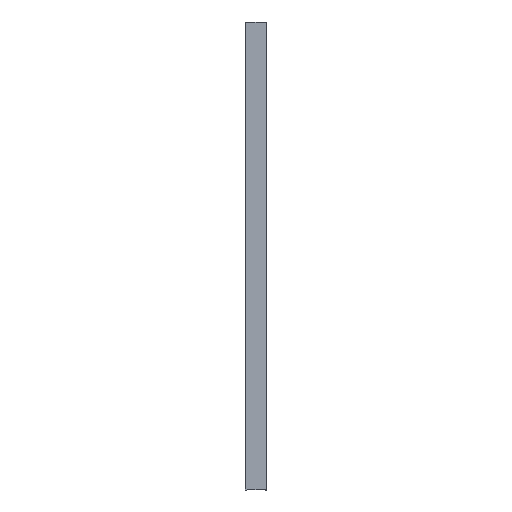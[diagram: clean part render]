
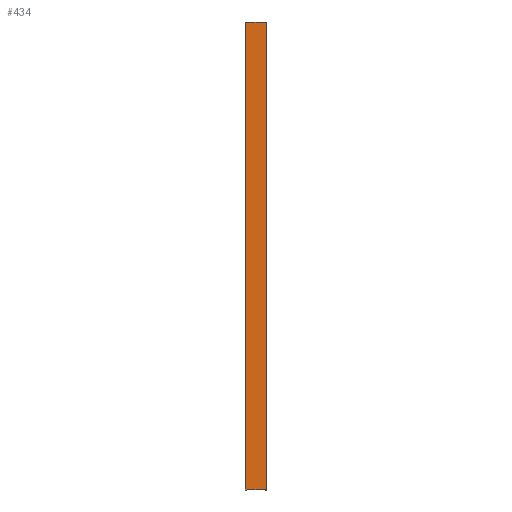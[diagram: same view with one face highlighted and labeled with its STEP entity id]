
A CAD part, front view. The second image highlights one B-rep face of the part: STEP entity #434.
In plain terms, the highlighted planar face has unit normal (0, -1, 0).
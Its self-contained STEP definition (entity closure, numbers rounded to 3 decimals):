
#7 = CARTESIAN_POINT ( 'NONE',  ( 0.6, -5.344, 1000. ) ) ;
#15 = DIRECTION ( 'NONE',  ( 1., 0., 0. ) ) ;
#23 = CARTESIAN_POINT ( 'NONE',  ( 0., -5.344, 1000. ) ) ;
#33 = CARTESIAN_POINT ( 'NONE',  ( 0., -5.344, 1000. ) ) ;
#87 = DIRECTION ( 'NONE',  ( 0., 0., -1. ) ) ;
#123 = LINE ( 'NONE', #300, #383 ) ;
#155 = LINE ( 'NONE', #514, #186 ) ;
#186 = VECTOR ( 'NONE', #15, 1000. ) ;
#215 = VECTOR ( 'NONE', #230, 1000. ) ;
#216 = ORIENTED_EDGE ( 'NONE', *, *, #267, .F. ) ;
#217 = CARTESIAN_POINT ( 'NONE',  ( 88.9, -5.344, -1000. ) ) ;
#220 = ORIENTED_EDGE ( 'NONE', *, *, #592, .T. ) ;
#224 = ORIENTED_EDGE ( 'NONE', *, *, #520, .F. ) ;
#227 = EDGE_CURVE ( 'NONE', #478, #575, #274, .T. ) ;
#228 = ORIENTED_EDGE ( 'NONE', *, *, #227, .F. ) ;
#230 = DIRECTION ( 'NONE',  ( 0., 0., 1. ) ) ;
#234 = LINE ( 'NONE', #534, #215 ) ;
#263 = VECTOR ( 'NONE', #487, 1000. ) ;
#267 = EDGE_CURVE ( 'NONE', #428, #478, #234, .T. ) ;
#274 = LINE ( 'NONE', #23, #263 ) ;
#292 = PLANE ( 'NONE',  #313 ) ;
#300 = CARTESIAN_POINT ( 'NONE',  ( 88.9, -5.344, 1000. ) ) ;
#311 = DIRECTION ( 'NONE',  ( 0., 1., 0. ) ) ;
#313 = AXIS2_PLACEMENT_3D ( 'NONE', #33, #311, #422 ) ;
#316 = FACE_OUTER_BOUND ( 'NONE', #457, .T. ) ;
#383 = VECTOR ( 'NONE', #87, 1000. ) ;
#387 = VERTEX_POINT ( 'NONE', #217 ) ;
#422 = DIRECTION ( 'NONE',  ( -1., 0., 0. ) ) ;
#428 = VERTEX_POINT ( 'NONE', #523 ) ;
#434 = ADVANCED_FACE ( 'NONE', ( #316 ), #292, .F. ) ;
#457 = EDGE_LOOP ( 'NONE', ( #216, #220, #224, #228 ) ) ;
#478 = VERTEX_POINT ( 'NONE', #7 ) ;
#487 = DIRECTION ( 'NONE',  ( 1., 0., 0. ) ) ;
#514 = CARTESIAN_POINT ( 'NONE',  ( 0., -5.344, -1000. ) ) ;
#520 = EDGE_CURVE ( 'NONE', #575, #387, #123, .T. ) ;
#523 = CARTESIAN_POINT ( 'NONE',  ( 0.6, -5.344, -1000. ) ) ;
#534 = CARTESIAN_POINT ( 'NONE',  ( 0.6, -5.344, 1000. ) ) ;
#537 = CARTESIAN_POINT ( 'NONE',  ( 88.9, -5.344, 1000. ) ) ;
#575 = VERTEX_POINT ( 'NONE', #537 ) ;
#592 = EDGE_CURVE ( 'NONE', #428, #387, #155, .T. ) ;
